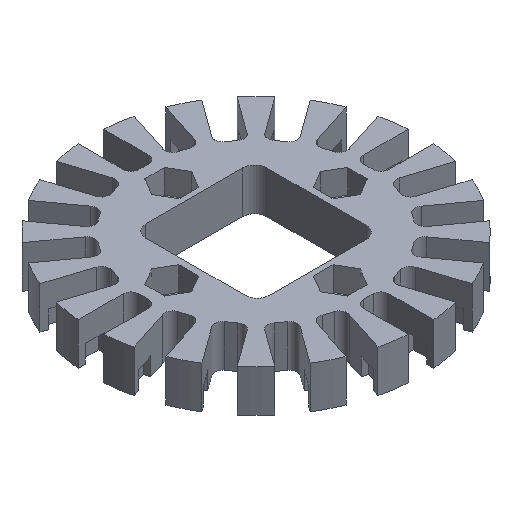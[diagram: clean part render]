
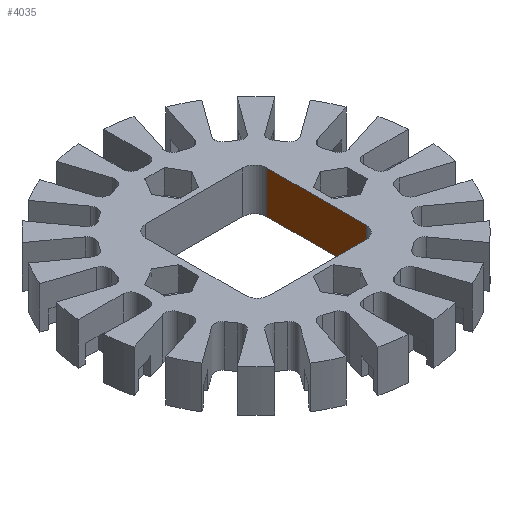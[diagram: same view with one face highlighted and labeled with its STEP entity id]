
A CAD part, isometric view. The second image highlights one B-rep face of the part: STEP entity #4035.
In plain terms, the highlighted planar face has unit normal (-1, 0, 0).
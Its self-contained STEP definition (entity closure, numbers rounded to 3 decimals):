
#248 = CARTESIAN_POINT ( 'NONE',  ( 10.071, -8.271, 0. ) ) ;
#479 = EDGE_LOOP ( 'NONE', ( #5793, #5408, #6144, #735 ) ) ;
#735 = ORIENTED_EDGE ( 'NONE', *, *, #3356, .F. ) ;
#1599 = DIRECTION ( 'NONE',  ( 0., 0., 1. ) ) ;
#1626 = CARTESIAN_POINT ( 'NONE',  ( 10.071, 0., 7. ) ) ;
#1657 = VECTOR ( 'NONE', #9425, 1000. ) ;
#1994 = CARTESIAN_POINT ( 'NONE',  ( 10.071, 8.271, 0. ) ) ;
#2128 = DIRECTION ( 'NONE',  ( 1., 0., 0. ) ) ;
#2285 = CARTESIAN_POINT ( 'NONE',  ( 10.071, 8.271, -15. ) ) ;
#2988 = PLANE ( 'NONE',  #10762 ) ;
#3047 = FACE_OUTER_BOUND ( 'NONE', #479, .T. ) ;
#3356 = EDGE_CURVE ( 'NONE', #8177, #8980, #6048, .T. ) ;
#3604 = CARTESIAN_POINT ( 'NONE',  ( 10.071, 8.271, 7. ) ) ;
#4035 = ADVANCED_FACE ( 'NONE', ( #3047 ), #2988, .F. ) ;
#4239 = CARTESIAN_POINT ( 'NONE',  ( 10.071, -8.271, -15. ) ) ;
#4293 = LINE ( 'NONE', #4239, #6614 ) ;
#4427 = EDGE_CURVE ( 'NONE', #8980, #10114, #10338, .T. ) ;
#5084 = VECTOR ( 'NONE', #5116, 1000. ) ;
#5116 = DIRECTION ( 'NONE',  ( 0., 1., 0. ) ) ;
#5408 = ORIENTED_EDGE ( 'NONE', *, *, #7970, .T. ) ;
#5793 = ORIENTED_EDGE ( 'NONE', *, *, #7617, .T. ) ;
#6048 = LINE ( 'NONE', #6963, #10932 ) ;
#6144 = ORIENTED_EDGE ( 'NONE', *, *, #4427, .F. ) ;
#6575 = CARTESIAN_POINT ( 'NONE',  ( 10.071, -8.271, 7. ) ) ;
#6614 = VECTOR ( 'NONE', #1599, 1000. ) ;
#6963 = CARTESIAN_POINT ( 'NONE',  ( 10.071, 0., 0. ) ) ;
#7617 = EDGE_CURVE ( 'NONE', #8177, #9741, #4293, .T. ) ;
#7970 = EDGE_CURVE ( 'NONE', #9741, #10114, #11060, .T. ) ;
#8177 = VERTEX_POINT ( 'NONE', #248 ) ;
#8732 = DIRECTION ( 'NONE',  ( 0., 1., 0. ) ) ;
#8980 = VERTEX_POINT ( 'NONE', #1994 ) ;
#9425 = DIRECTION ( 'NONE',  ( 0., 0., 1. ) ) ;
#9741 = VERTEX_POINT ( 'NONE', #6575 ) ;
#9956 = CARTESIAN_POINT ( 'NONE',  ( 10.071, 0., -15. ) ) ;
#10114 = VERTEX_POINT ( 'NONE', #3604 ) ;
#10338 = LINE ( 'NONE', #2285, #1657 ) ;
#10762 = AXIS2_PLACEMENT_3D ( 'NONE', #9956, #2128, #10920 ) ;
#10920 = DIRECTION ( 'NONE',  ( 0., 0., -1. ) ) ;
#10932 = VECTOR ( 'NONE', #8732, 1000. ) ;
#11060 = LINE ( 'NONE', #1626, #5084 ) ;
